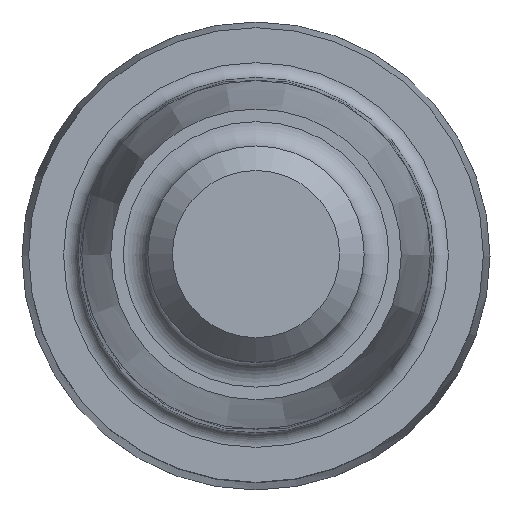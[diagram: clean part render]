
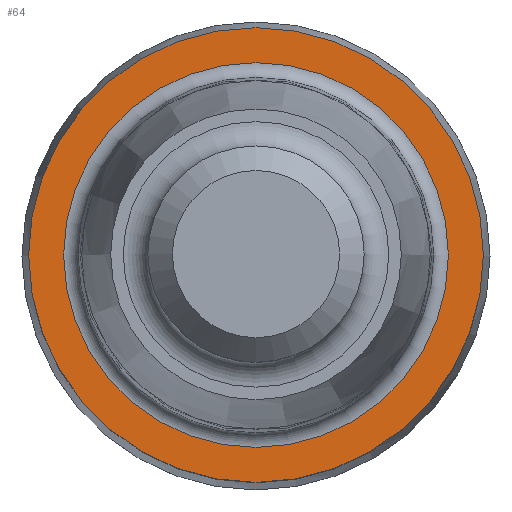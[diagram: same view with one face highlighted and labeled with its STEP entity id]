
A CAD part, top view. The second image highlights one B-rep face of the part: STEP entity #64.
In plain terms, the highlighted planar face has unit normal (0, 0, 1).
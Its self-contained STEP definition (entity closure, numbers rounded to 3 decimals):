
#64=ADVANCED_FACE('',(#86,#87),#80,.T.);
#80=PLANE('',#258);
#86=FACE_BOUND('',#110,.T.);
#87=FACE_BOUND('',#111,.T.);
#110=EDGE_LOOP('',(#138));
#111=EDGE_LOOP('',(#139));
#138=ORIENTED_EDGE('',*,*,#180,.T.);
#139=ORIENTED_EDGE('',*,*,#181,.F.);
#166=VERTEX_POINT('',#379);
#167=VERTEX_POINT('',#381);
#180=EDGE_CURVE('',#166,#166,#194,.T.);
#181=EDGE_CURVE('',#167,#167,#195,.T.);
#194=CIRCLE('',#256,3.914);
#195=CIRCLE('',#257,4.625);
#256=AXIS2_PLACEMENT_3D('',#378,#293,#294);
#257=AXIS2_PLACEMENT_3D('',#380,#295,#296);
#258=AXIS2_PLACEMENT_3D('',#382,#297,#298);
#293=DIRECTION('',(0.,0.,-1.));
#294=DIRECTION('',(-1.,0.,0.));
#295=DIRECTION('',(0.,0.,-1.));
#296=DIRECTION('',(-1.,0.,0.));
#297=DIRECTION('',(0.,0.,1.));
#298=DIRECTION('',(-1.,0.,0.));
#378=CARTESIAN_POINT('',(0.,0.,0.));
#379=CARTESIAN_POINT('',(-3.914,0.,0.));
#380=CARTESIAN_POINT('',(0.,0.,0.));
#381=CARTESIAN_POINT('',(-4.625,0.,0.));
#382=CARTESIAN_POINT('',(4.625,0.,0.));
